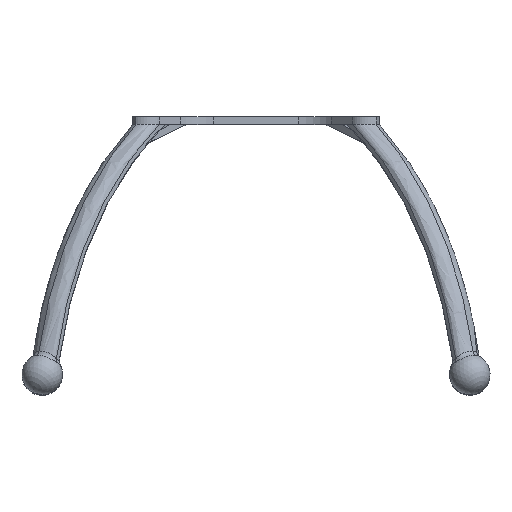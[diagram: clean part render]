
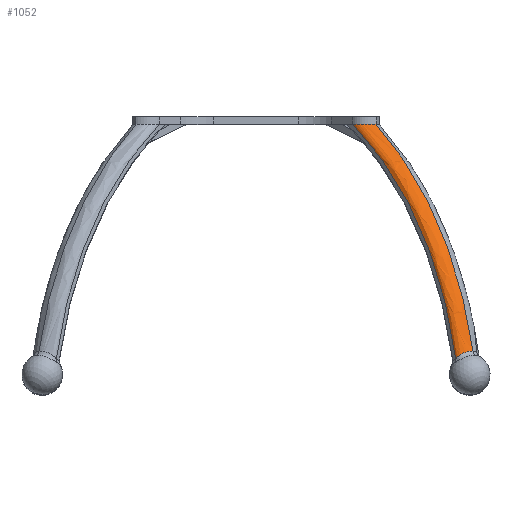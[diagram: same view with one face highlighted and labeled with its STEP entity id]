
A CAD part, top view. The second image highlights one B-rep face of the part: STEP entity #1052.
In plain terms, the highlighted face is a revolution surface.
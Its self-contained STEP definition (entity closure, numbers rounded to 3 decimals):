
#1052=ADVANCED_FACE('',(#2988),#2990,.T.);
#2988=FACE_BOUND('',#2989,.T.);
#2989=EDGE_LOOP('',(#4827,#4828,#4829,#4830));
#2990=SURFACE_OF_REVOLUTION('',#2991,#2992);
#2991=(BOUNDED_CURVE()B_SPLINE_CURVE(3,
(#4831,#4832,#4833,#4834),
.UNSPECIFIED.,.F.,.F.)B_SPLINE_CURVE_WITH_KNOTS((4,4),
(0.,1.),
.UNSPECIFIED.)CURVE()GEOMETRIC_REPRESENTATION_ITEM()RATIONAL_B_SPLINE_CURVE((1.,
0.826,0.826,1.))REPRESENTATION_ITEM(''));
#2992=AXIS1_PLACEMENT('',#2993,#2994);
#2993=CARTESIAN_POINT('',(-9.457,-105.799,-10.822));
#2994=DIRECTION('',(-0.753,0.,0.658));
#4827=ORIENTED_EDGE('',*,*,#5284,.F.);
#4828=ORIENTED_EDGE('',*,*,#5276,.F.);
#4829=ORIENTED_EDGE('',*,*,#5235,.T.);
#4830=ORIENTED_EDGE('',*,*,#5222,.T.);
#4831=CARTESIAN_POINT('',(33.327,0.,46.343));
#4832=CARTESIAN_POINT('',(35.454,0.,48.812));
#4833=CARTESIAN_POINT('',(38.689,0.,49.206));
#4834=CARTESIAN_POINT('',(41.346,0.,47.319));
#5222=EDGE_CURVE('',#5544,#5778,#5780,.T.);
#5235=EDGE_CURVE('',#5799,#5544,#5800,.F.);
#5276=EDGE_CURVE('',#5799,#5858,#5860,.T.);
#5284=EDGE_CURVE('',#5858,#5778,#5872,.F.);
#5544=VERTEX_POINT('',#7072);
#5778=VERTEX_POINT('',#8175);
#5780=CIRCLE('',#8183,127.525);
#5799=VERTEX_POINT('',#8347);
#5800=CIRCLE('',#8348,6.);
#5858=VERTEX_POINT('',#8790);
#5860=CIRCLE('',#8816,130.976);
#5872=B_SPLINE_CURVE_WITH_KNOTS('',3,
(#8913,#8914,#8915,#8916,#8917,#8918,#8919,#8920,#8921,#8922,#8923,#8924,#8925,#8926,
#8927,#8928,#8929,#8930,#8931,#8932,#8933,#8934,#8935,#8936,#8937,#8938,#8939,#8940,
#8941),
.UNSPECIFIED.,.F.,.F.,
(4,1,1,1,1,1,1,1,1,1,1,1,1,1,1,1,1,1,1,1,1,1,1,1,1,1,4),
(0.,0.038,0.072,0.104,0.138,0.175,
0.212,0.254,0.296,0.345,0.395,
0.452,0.512,0.577,0.649,0.719,
0.783,0.833,0.869,0.897,0.916,
0.931,0.945,0.96,0.976,0.99,
1.),
.UNSPECIFIED.);
#7072=CARTESIAN_POINT('',(33.327,0.,46.343));
#8175=CARTESIAN_POINT('',(68.759,-80.77,86.889));
#8183=AXIS2_PLACEMENT_3D('',#8184,#8185,#8186);
#8184=CARTESIAN_POINT('',(-13.524,-105.799,-7.268));
#8185=DIRECTION('',(0.753,0.,-0.658));
#8186=DIRECTION('',(0.367,0.83,0.42));
#8347=CARTESIAN_POINT('',(41.346,0.,47.319));
#8348=AXIS2_PLACEMENT_3D('',#8349,#8350,#8351);
#8349=CARTESIAN_POINT('',(37.872,0.,42.427));
#8350=DIRECTION('',(0.,1.,0.));
#8351=DIRECTION('',(-0.758,0.,0.653));
#8790=CARTESIAN_POINT('',(74.79,-78.194,85.589));
#8816=AXIS2_PLACEMENT_3D('',#8817,#8818,#8819);
#8817=CARTESIAN_POINT('',(-9.46,-105.799,-10.819));
#8818=DIRECTION('',(0.753,0.,-0.658));
#8819=DIRECTION('',(0.388,0.808,0.444));
#8913=CARTESIAN_POINT('',(68.759,-80.77,86.889));
#8914=CARTESIAN_POINT('',(68.806,-80.74,86.944));
#8915=CARTESIAN_POINT('',(68.897,-80.673,87.038));
#8916=CARTESIAN_POINT('',(69.041,-80.557,87.153));
#8917=CARTESIAN_POINT('',(69.186,-80.433,87.245));
#8918=CARTESIAN_POINT('',(69.345,-80.296,87.324));
#8919=CARTESIAN_POINT('',(69.519,-80.146,87.389));
#8920=CARTESIAN_POINT('',(69.717,-79.981,87.441));
#8921=CARTESIAN_POINT('',(69.934,-79.808,87.476));
#8922=CARTESIAN_POINT('',(70.184,-79.621,87.494));
#8923=CARTESIAN_POINT('',(70.462,-79.427,87.49));
#8924=CARTESIAN_POINT('',(70.781,-79.224,87.459));
#8925=CARTESIAN_POINT('',(71.137,-79.02,87.397));
#8926=CARTESIAN_POINT('',(71.535,-78.82,87.298));
#8927=CARTESIAN_POINT('',(71.975,-78.63,87.156));
#8928=CARTESIAN_POINT('',(72.444,-78.462,86.972));
#8929=CARTESIAN_POINT('',(72.912,-78.332,86.755));
#8930=CARTESIAN_POINT('',(73.329,-78.247,86.535));
#8931=CARTESIAN_POINT('',(73.667,-78.2,86.341));
#8932=CARTESIAN_POINT('',(73.92,-78.177,86.186));
#8933=CARTESIAN_POINT('',(74.104,-78.167,86.067));
#8934=CARTESIAN_POINT('',(74.24,-78.164,85.977));
#8935=CARTESIAN_POINT('',(74.344,-78.164,85.906));
#8936=CARTESIAN_POINT('',(74.438,-78.165,85.841));
#8937=CARTESIAN_POINT('',(74.534,-78.169,85.774));
#8938=CARTESIAN_POINT('',(74.631,-78.172,85.704));
#8939=CARTESIAN_POINT('',(74.718,-78.183,85.642));
#8940=CARTESIAN_POINT('',(74.769,-78.192,85.605));
#8941=CARTESIAN_POINT('',(74.79,-78.194,85.589));
